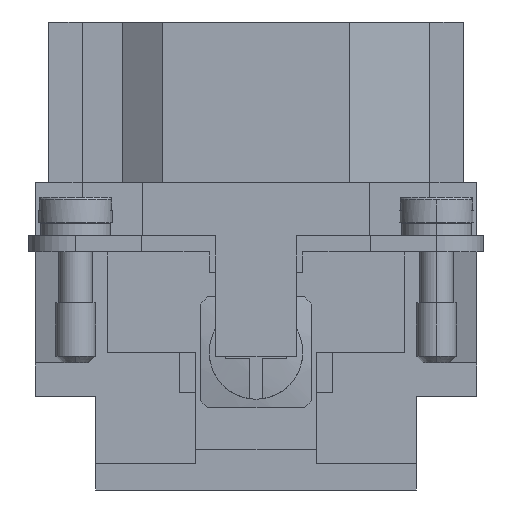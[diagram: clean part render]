
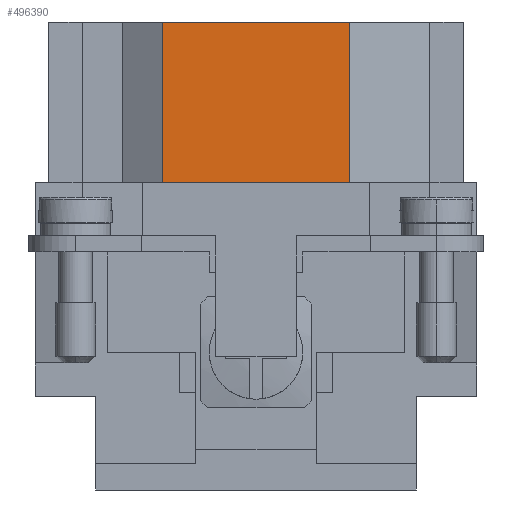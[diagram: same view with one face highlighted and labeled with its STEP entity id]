
A CAD part, left-side view. The second image highlights one B-rep face of the part: STEP entity #496390.
In plain terms, the highlighted planar face has unit normal (-1, 0, 0).
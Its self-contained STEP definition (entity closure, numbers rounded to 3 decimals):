
#204210=CARTESIAN_POINT('',(-54.,-7.,13.));
#204220=VERTEX_POINT('',#204210);
#204250=CARTESIAN_POINT('',(-54.,-7.,13.));
#204260=DIRECTION('',(0.,1.,0.));
#204270=VECTOR('',#204260,14.);
#204280=LINE('',#204250,#204270);
#204290=CARTESIAN_POINT('',(-54.,7.,13.));
#204300=VERTEX_POINT('',#204290);
#204310=EDGE_CURVE('',#204220,#204300,#204280,.T.);
#495360=CARTESIAN_POINT('',(-54.,7.,1.));
#495370=VERTEX_POINT('',#495360);
#495400=CARTESIAN_POINT('',(-54.,7.,1.));
#495410=DIRECTION('',(0.,-1.,0.));
#495420=VECTOR('',#495410,14.);
#495430=LINE('',#495400,#495420);
#495440=CARTESIAN_POINT('',(-54.,-7.,1.));
#495450=VERTEX_POINT('',#495440);
#495460=EDGE_CURVE('',#495370,#495450,#495430,.T.);
#496110=CARTESIAN_POINT('',(-54.,-7.,1.));
#496120=DIRECTION('',(0.,0.,1.));
#496130=VECTOR('',#496120,12.);
#496140=LINE('',#496110,#496130);
#496150=EDGE_CURVE('',#495450,#204220,#496140,.T.);
#496230=CARTESIAN_POINT('',(-54.,-7.,0.));
#496240=DIRECTION('',(-1.,0.,0.));
#496250=DIRECTION('',(0.,0.,1.));
#496260=AXIS2_PLACEMENT_3D('',#496230,#496240,#496250);
#496270=PLANE('',#496260);
#496280=CARTESIAN_POINT('',(-54.,7.,1.));
#496290=DIRECTION('',(0.,0.,1.));
#496300=VECTOR('',#496290,12.);
#496310=LINE('',#496280,#496300);
#496320=EDGE_CURVE('',#495370,#204300,#496310,.T.);
#496330=ORIENTED_EDGE('',*,*,#496320,.F.);
#496340=ORIENTED_EDGE('',*,*,#204310,.T.);
#496350=ORIENTED_EDGE('',*,*,#496150,.T.);
#496360=ORIENTED_EDGE('',*,*,#495460,.T.);
#496370=EDGE_LOOP('',(#496360,#496350,#496340,#496330));
#496380=FACE_OUTER_BOUND('',#496370,.T.);
#496390=ADVANCED_FACE('',(#496380),#496270,.T.);
